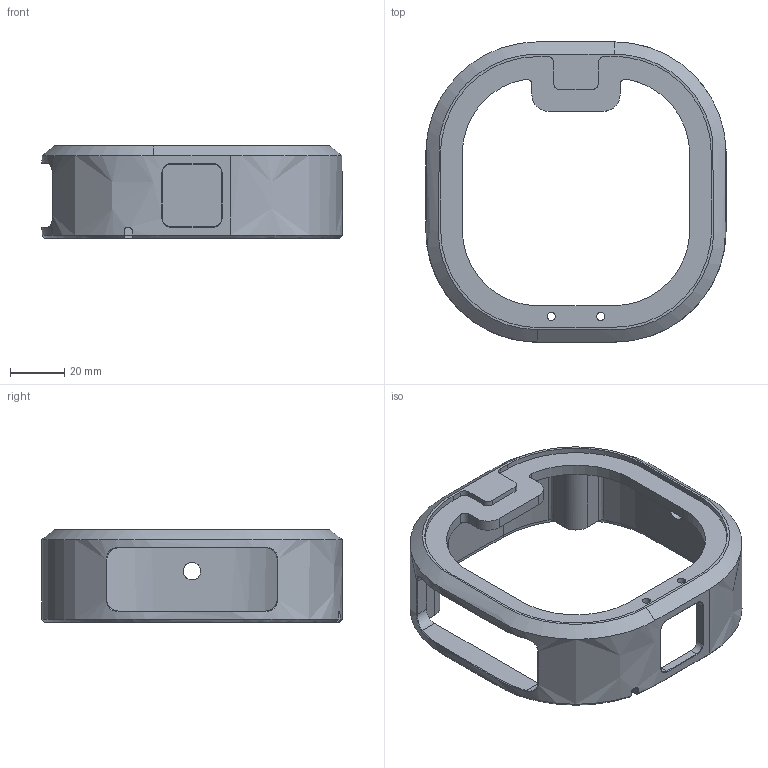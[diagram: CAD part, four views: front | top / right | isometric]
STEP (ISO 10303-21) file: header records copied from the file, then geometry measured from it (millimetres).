
FILE_DESCRIPTION(/* description */ (''),/* implementation_level */ '2;1');
FILE_NAME(/* name */ 'PARTS1~1',/* time_stamp */ '2020-07-13T15:44:18+02:00',/* author */ (''),/* organization */ (''),/* preprocessor_version */ 'ST-DEVELOPER v16.5',/* originating_system */ '',/* authorisation */ '');
FILE_SCHEMA (('AUTOMOTIVE_DESIGN'));
Length unit declared in the file: millimetre
Products named in the file (1): Document
Bounding box: 110.62 x 110.62 x 34 mm (x, y, z)
Surface area: 31191.4 mm2 (no closed solid volume)
Topology: 0 solids, 1 shells, 146 faces, 389 edges, 244 vertices
Faces by surface type: bspline 88, plane 58
Entity records: 4955 total; most frequent: CARTESIAN_POINT 2740, ORIENTED_EDGE 767, EDGE_CURVE 386, VERTEX_POINT 245, EDGE_LOOP 163, ADVANCED_FACE 146, FACE_OUTER_BOUND 146, B_SPLINE_CURVE_WITH_KNOTS 133
